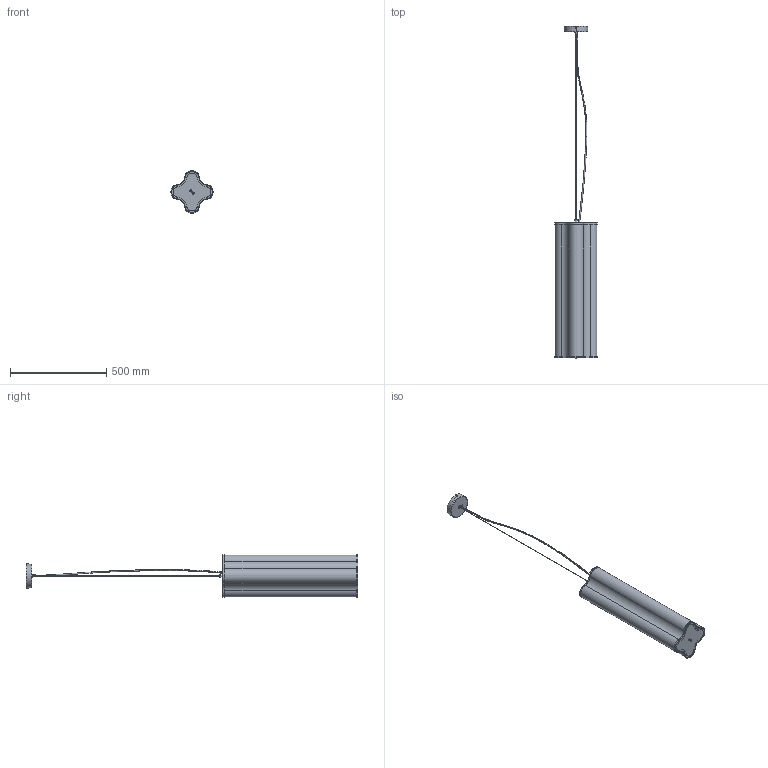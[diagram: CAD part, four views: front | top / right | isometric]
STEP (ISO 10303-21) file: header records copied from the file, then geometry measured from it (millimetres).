
FILE_DESCRIPTION (( 'STEP AP203' ), '1' );
FILE_NAME ('EQ.S070_EQUIS SUSPENSIÓ 22X70CM_FORMA.STEP', '2025-07-08T11:52:34', ( '' ), ( '' ), 'SwSTEP 2.0', 'SolidWorks 2013', '' );
FILE_SCHEMA (( 'CONFIG_CONTROL_DESIGN' ));
Length unit declared in the file: millimetre
Products named in the file (15): ME006_EQUIS-TAPA SUPERIOR ALUMINI_220x220; KO060_Passacable PVC; AR071_FLORÓ ø120x30 2xM4 sistema USA; EQ.S070_EQUIS SUSPENSIÓ 22X70CM_FORMA; GU023_CABLE ACER Ø1.5-bola Ø5 (BLACK); AG019_M4x8; GU024 - SUSPENSOR M10 Cable Ø1.5 (BLACK); ME005_EQUIS-BASE INFERIOR ALUMINI 220x220; TP474_EQUIS_pantalla 700mm; GU026_FINALET SUSPENSOR CABLE Ø1.5 (BLACK); KO014_CABLE TRANSP.992mm CURVADO; GI197_SUP. FIXACIÓ FLORÓ 120; GU025_ TUERCA SUSPENSOR (BLACK); XJ001_Xapa logo inox_10,5x28,5; DIN7380 M4x10
Assembly tree (15 placements, depth 2):
  EQ.S070_EQUIS SUSPENSIÓ 22X70CM_FORMA
    TP474_EQUIS_pantalla 700mm
    ME006_EQUIS-TAPA SUPERIOR ALUMINI_220x220
    ME005_EQUIS-BASE INFERIOR ALUMINI 220x220
    XJ001_Xapa logo inox_10,5x28,5
    DIN7380 M4x10
    GU026_FINALET SUSPENSOR CABLE Ø1.5 (BLACK)
    GU023_CABLE ACER Ø1.5-bola Ø5 (BLACK)
    GU025_ TUERCA SUSPENSOR (BLACK)
    KO014_CABLE TRANSP.992mm CURVADO
    KO060_Passacable PVC
    AR071_FLORÓ ø120x30 2xM4 sistema USA
    GU024 - SUSPENSOR M10 Cable Ø1.5 (BLACK)
    GI197_SUP. FIXACIÓ FLORÓ 120
    AG019_M4x8  x2
Bounding box: 219.71 x 1723.75 x 220 mm (x, y, z)
Volume: 1800713.8 mm3; surface area: 1160821.6 mm2
Topology: 15 solids, 15 shells, 450 faces, 1091 edges, 699 vertices
Faces by surface type: cylinder 187, plane 157, bspline 44, cone 40, torus 20, sphere 2
Entity records: 15357 total; most frequent: CARTESIAN_POINT 3329, DIRECTION 2226, ORIENTED_EDGE 2122, EDGE_CURVE 1061, AXIS2_PLACEMENT_3D 862, VERTEX_POINT 681, EDGE_LOOP 506, VECTOR 502
